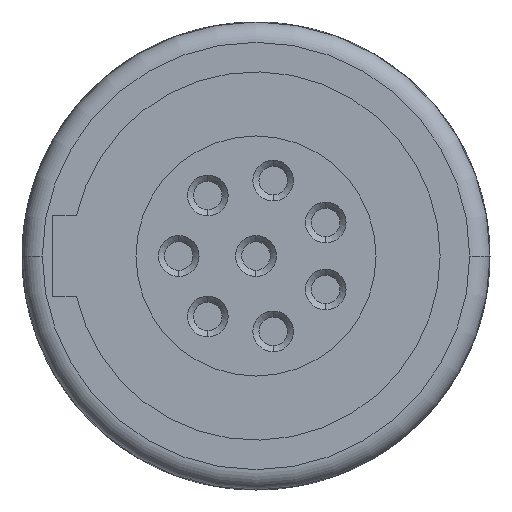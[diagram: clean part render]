
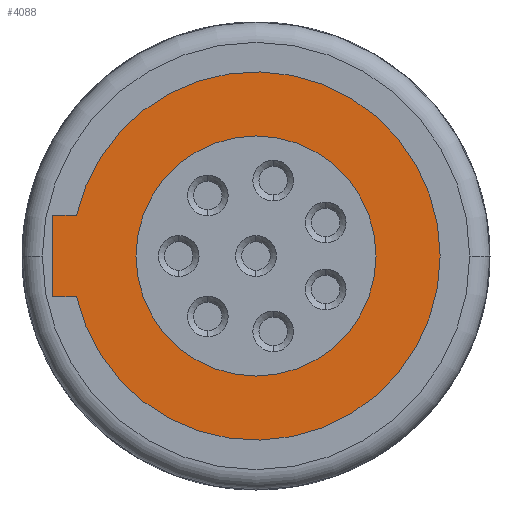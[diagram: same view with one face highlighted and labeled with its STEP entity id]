
A CAD part, left-side view. The second image highlights one B-rep face of the part: STEP entity #4088.
In plain terms, the highlighted planar face has unit normal (-1, 0, 0).
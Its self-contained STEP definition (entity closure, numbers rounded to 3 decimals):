
#1=DIRECTION('',(0.,1.,0.));
#2=VECTOR('',#1,0.587);
#3=CARTESIAN_POINT('',(0.,4.413,-1.));
#4=LINE('',#3,#2);
#5=DIRECTION('',(0.,0.,1.));
#6=VECTOR('',#5,2.);
#7=CARTESIAN_POINT('',(0.,5.,-1.));
#8=LINE('',#7,#6);
#9=DIRECTION('',(0.,-1.,0.));
#10=VECTOR('',#9,0.587);
#11=CARTESIAN_POINT('',(0.,5.,1.));
#12=LINE('',#11,#10);
#13=CARTESIAN_POINT('',(0.,0.,0.));
#14=DIRECTION('',(1.,0.,0.));
#15=DIRECTION('',(0.,0.,-1.));
#16=AXIS2_PLACEMENT_3D('',#13,#14,#15);
#18=CARTESIAN_POINT('',(0.,0.,0.));
#19=DIRECTION('',(1.,0.,0.));
#20=DIRECTION('',(0.,0.,1.));
#21=AXIS2_PLACEMENT_3D('',#18,#19,#20);
#32=CARTESIAN_POINT('',(0.,0.,0.));
#33=DIRECTION('',(-1.,0.,0.));
#34=DIRECTION('',(0.,0.975,-0.221));
#35=AXIS2_PLACEMENT_3D('',#32,#33,#34);
#3531=CARTESIAN_POINT('',(0.,0.,-2.95));
#3532=VERTEX_POINT('',#3531);
#3533=CARTESIAN_POINT('',(0.,0.,2.95));
#3534=VERTEX_POINT('',#3533);
#3861=CARTESIAN_POINT('',(0.,5.,-1.));
#3862=CARTESIAN_POINT('',(0.,5.,1.));
#3863=VERTEX_POINT('',#3861);
#3864=VERTEX_POINT('',#3862);
#3865=CARTESIAN_POINT('',(0.,4.413,-1.));
#3866=VERTEX_POINT('',#3865);
#3867=CARTESIAN_POINT('',(0.,4.413,1.));
#3868=VERTEX_POINT('',#3867);
#4067=CARTESIAN_POINT('',(0.,0.,0.));
#4068=DIRECTION('',(1.,0.,0.));
#4069=DIRECTION('',(0.,0.,-1.));
#4070=AXIS2_PLACEMENT_3D('',#4067,#4068,#4069);
#4071=PLANE('',#4070);
#4073=ORIENTED_EDGE('',*,*,#4072,.F.);
#4075=ORIENTED_EDGE('',*,*,#4074,.T.);
#4077=ORIENTED_EDGE('',*,*,#4076,.T.);
#4079=ORIENTED_EDGE('',*,*,#4078,.T.);
#4080=EDGE_LOOP('',(#4073,#4075,#4077,#4079));
#4081=FACE_OUTER_BOUND('',#4080,.F.);
#4083=ORIENTED_EDGE('',*,*,#4082,.F.);
#4085=ORIENTED_EDGE('',*,*,#4084,.F.);
#4086=EDGE_LOOP('',(#4083,#4085));
#4087=FACE_BOUND('',#4086,.F.);
#4088=ADVANCED_FACE('',(#4081,#4087),#4071,.F.);
#17=CIRCLE('',#16,2.95);
#22=CIRCLE('',#21,2.95);
#36=CIRCLE('',#35,4.525);
#4072=EDGE_CURVE('',#3866,#3868,#36,.T.);
#4074=EDGE_CURVE('',#3866,#3863,#4,.T.);
#4076=EDGE_CURVE('',#3863,#3864,#8,.T.);
#4078=EDGE_CURVE('',#3864,#3868,#12,.T.);
#4082=EDGE_CURVE('',#3532,#3534,#17,.T.);
#4084=EDGE_CURVE('',#3534,#3532,#22,.T.);
